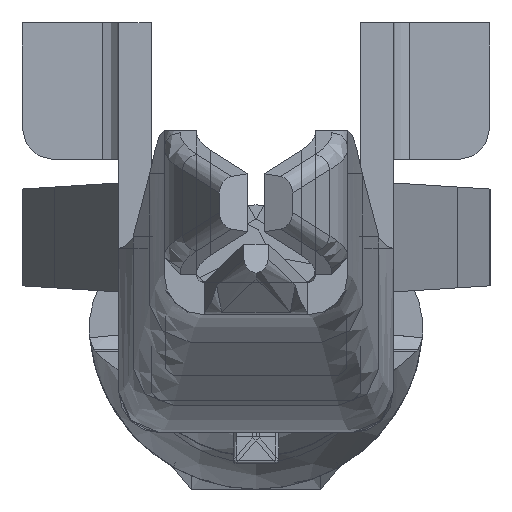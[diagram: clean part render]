
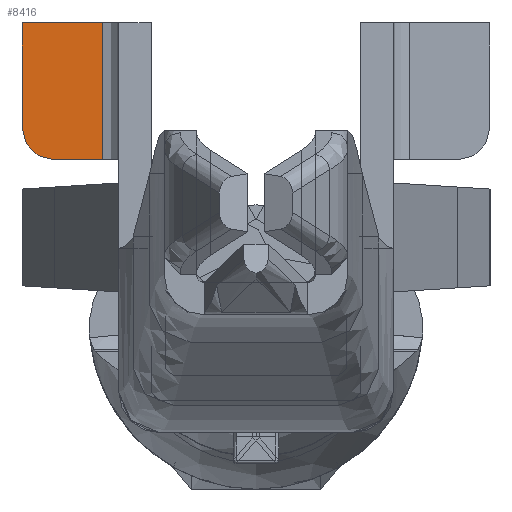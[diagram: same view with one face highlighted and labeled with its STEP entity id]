
A CAD part, left-side view. The second image highlights one B-rep face of the part: STEP entity #8416.
In plain terms, the highlighted face is planar.
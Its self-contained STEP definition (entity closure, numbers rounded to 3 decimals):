
#566=LINE('',#13382,#1322);
#594=LINE('',#13471,#1350);
#595=LINE('',#13475,#1351);
#596=LINE('',#13479,#1352);
#1322=VECTOR('',#9971,1000.);
#1350=VECTOR('',#10031,1000.);
#1351=VECTOR('',#10036,1000.);
#1352=VECTOR('',#10039,1000.);
#1985=PLANE('',#8963);
#2750=ORIENTED_EDGE('',*,*,#5198,.F.);
#2751=ORIENTED_EDGE('',*,*,#5199,.T.);
#2752=ORIENTED_EDGE('',*,*,#5200,.F.);
#2753=ORIENTED_EDGE('',*,*,#5196,.T.);
#2754=ORIENTED_EDGE('',*,*,#5156,.T.);
#5156=EDGE_CURVE('',#6384,#6383,#566,.T.);
#5196=EDGE_CURVE('',#6401,#6384,#594,.T.);
#5198=EDGE_CURVE('',#6402,#6383,#595,.T.);
#5199=EDGE_CURVE('',#6402,#6403,#6995,.F.);
#5200=EDGE_CURVE('',#6401,#6403,#596,.T.);
#6383=VERTEX_POINT('',#13381);
#6384=VERTEX_POINT('',#13383);
#6401=VERTEX_POINT('',#13472);
#6402=VERTEX_POINT('',#13476);
#6403=VERTEX_POINT('',#13478);
#6995=CIRCLE('',#8964,0.2);
#7257=EDGE_LOOP('',(#2750,#2751,#2752,#2753,#2754));
#7739=FACE_BOUND('',#7257,.T.);
#8416=ADVANCED_FACE('',(#7739),#1985,.F.);
#8963=AXIS2_PLACEMENT_3D('',#13474,#10034,#10035);
#8964=AXIS2_PLACEMENT_3D('',#13477,#10037,#10038);
#9971=DIRECTION('',(-1.,0.,0.));
#10031=DIRECTION('',(0.,0.,1.));
#10034=DIRECTION('',(0.,1.,0.));
#10035=DIRECTION('',(0.,0.,1.));
#10036=DIRECTION('',(0.,0.,1.));
#10037=DIRECTION('',(0.,1.,0.));
#10038=DIRECTION('',(0.,0.,1.));
#10039=DIRECTION('',(-1.,0.,0.));
#13381=CARTESIAN_POINT('',(-1.45,5.1,2.54));
#13382=CARTESIAN_POINT('',(-0.95,5.1,2.54));
#13383=CARTESIAN_POINT('',(-0.95,5.1,2.54));
#13471=CARTESIAN_POINT('',(-0.95,5.1,1.69));
#13472=CARTESIAN_POINT('',(-0.95,5.1,1.69));
#13474=CARTESIAN_POINT('',(-0.95,5.1,1.69));
#13475=CARTESIAN_POINT('',(-1.45,5.1,1.69));
#13476=CARTESIAN_POINT('',(-1.45,5.1,1.89));
#13477=CARTESIAN_POINT('',(-1.25,5.1,1.89));
#13478=CARTESIAN_POINT('',(-1.25,5.1,1.69));
#13479=CARTESIAN_POINT('',(-0.95,5.1,1.69));
